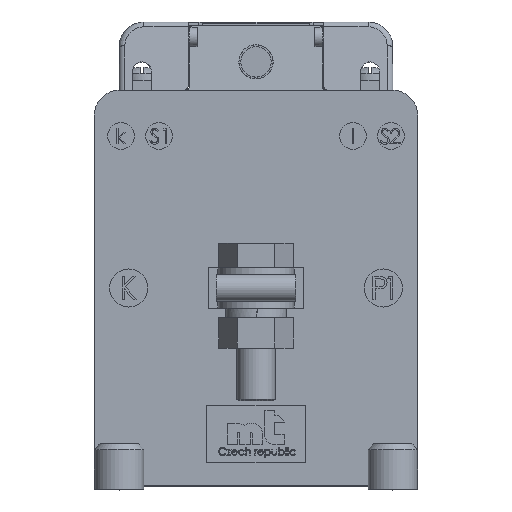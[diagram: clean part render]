
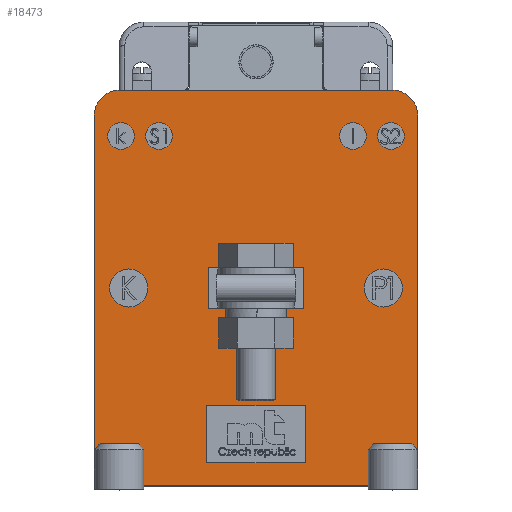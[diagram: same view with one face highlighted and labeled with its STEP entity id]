
A CAD part, top view. The second image highlights one B-rep face of the part: STEP entity #18473.
In plain terms, the highlighted face is planar.
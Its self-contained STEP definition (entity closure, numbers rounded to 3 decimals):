
#1180=FACE_BOUND('',#2811,.T.);
#1181=FACE_BOUND('',#2812,.T.);
#1182=FACE_BOUND('',#2813,.T.);
#1183=FACE_BOUND('',#2814,.T.);
#1184=FACE_BOUND('',#2815,.T.);
#1185=FACE_BOUND('',#2816,.T.);
#1186=FACE_BOUND('',#2817,.T.);
#1187=FACE_BOUND('',#2818,.T.);
#1188=FACE_BOUND('',#2819,.T.);
#1189=FACE_BOUND('',#2820,.T.);
#1327=CIRCLE('',#19797,6.5);
#1328=CIRCLE('',#19798,6.5);
#1329=CIRCLE('',#19799,6.5);
#1330=CIRCLE('',#19800,6.5);
#1331=CIRCLE('',#19801,5.);
#1332=CIRCLE('',#19802,3.5);
#1333=CIRCLE('',#19803,3.5);
#1334=CIRCLE('',#19804,3.5);
#1335=CIRCLE('',#19805,5.);
#1336=CIRCLE('',#19806,3.5);
#1337=CIRCLE('',#19807,4.5);
#1338=CIRCLE('',#19808,4.5);
#1737=FACE_OUTER_BOUND('',#2810,.T.);
#2810=EDGE_LOOP('',(#12631,#12632,#12633,#12634,#12635,#12636,#12637,#12638));
#2811=EDGE_LOOP('',(#12639,#12640,#12641,#12642));
#2812=EDGE_LOOP('',(#12643));
#2813=EDGE_LOOP('',(#12644));
#2814=EDGE_LOOP('',(#12645));
#2815=EDGE_LOOP('',(#12646));
#2816=EDGE_LOOP('',(#12647));
#2817=EDGE_LOOP('',(#12648,#12649,#12650,#12651));
#2818=EDGE_LOOP('',(#12652));
#2819=EDGE_LOOP('',(#12653));
#2820=EDGE_LOOP('',(#12654));
#4090=LINE('',#26398,#5967);
#4114=LINE('',#26524,#5991);
#4115=LINE('',#26528,#5992);
#4116=LINE('',#26532,#5993);
#4117=LINE('',#26536,#5994);
#4118=LINE('',#26540,#5995);
#4119=LINE('',#26542,#5996);
#4120=LINE('',#26544,#5997);
#4121=LINE('',#26545,#5998);
#4122=LINE('',#26557,#5999);
#4123=LINE('',#26559,#6000);
#4124=LINE('',#26560,#6001);
#5967=VECTOR('',#21084,15.);
#5991=VECTOR('',#21126,91.);
#5992=VECTOR('',#21129,72.);
#5993=VECTOR('',#21132,91.);
#5994=VECTOR('',#21135,72.);
#5995=VECTOR('',#21138,25.);
#5996=VECTOR('',#21139,11.);
#5997=VECTOR('',#21140,25.);
#5998=VECTOR('',#21141,11.);
#5999=VECTOR('',#21152,26.);
#6000=VECTOR('',#21153,15.);
#6001=VECTOR('',#21154,26.);
#7901=VERTEX_POINT('',#26396);
#7902=VERTEX_POINT('',#26397);
#7934=VERTEX_POINT('',#26522);
#7935=VERTEX_POINT('',#26523);
#7936=VERTEX_POINT('',#26525);
#7937=VERTEX_POINT('',#26527);
#7938=VERTEX_POINT('',#26529);
#7939=VERTEX_POINT('',#26531);
#7940=VERTEX_POINT('',#26533);
#7941=VERTEX_POINT('',#26535);
#7942=VERTEX_POINT('',#26538);
#7943=VERTEX_POINT('',#26539);
#7944=VERTEX_POINT('',#26541);
#7945=VERTEX_POINT('',#26543);
#7946=VERTEX_POINT('',#26546);
#7947=VERTEX_POINT('',#26548);
#7948=VERTEX_POINT('',#26550);
#7949=VERTEX_POINT('',#26552);
#7950=VERTEX_POINT('',#26554);
#7951=VERTEX_POINT('',#26556);
#7952=VERTEX_POINT('',#26558);
#7953=VERTEX_POINT('',#26561);
#7954=VERTEX_POINT('',#26563);
#7955=VERTEX_POINT('',#26565);
#9758=EDGE_CURVE('',#7901,#7902,#4090,.T.);
#9792=EDGE_CURVE('',#7934,#7935,#4114,.T.);
#9793=EDGE_CURVE('',#7934,#7936,#1327,.T.);
#9794=EDGE_CURVE('',#7937,#7936,#4115,.T.);
#9795=EDGE_CURVE('',#7937,#7938,#1328,.T.);
#9796=EDGE_CURVE('',#7938,#7939,#4116,.T.);
#9797=EDGE_CURVE('',#7939,#7940,#1329,.T.);
#9798=EDGE_CURVE('',#7941,#7940,#4117,.T.);
#9799=EDGE_CURVE('',#7941,#7935,#1330,.T.);
#9800=EDGE_CURVE('',#7942,#7943,#4118,.T.);
#9801=EDGE_CURVE('',#7944,#7942,#4119,.T.);
#9802=EDGE_CURVE('',#7945,#7944,#4120,.T.);
#9803=EDGE_CURVE('',#7943,#7945,#4121,.T.);
#9804=EDGE_CURVE('',#7946,#7946,#1331,.T.);
#9805=EDGE_CURVE('',#7947,#7947,#1332,.T.);
#9806=EDGE_CURVE('',#7948,#7948,#1333,.T.);
#9807=EDGE_CURVE('',#7949,#7949,#1334,.T.);
#9808=EDGE_CURVE('',#7950,#7950,#1335,.T.);
#9809=EDGE_CURVE('',#7951,#7901,#4122,.T.);
#9810=EDGE_CURVE('',#7952,#7951,#4123,.T.);
#9811=EDGE_CURVE('',#7902,#7952,#4124,.T.);
#9812=EDGE_CURVE('',#7953,#7953,#1336,.T.);
#9813=EDGE_CURVE('',#7954,#7954,#1337,.T.);
#9814=EDGE_CURVE('',#7955,#7955,#1338,.T.);
#12631=ORIENTED_EDGE('',*,*,#9792,.F.);
#12632=ORIENTED_EDGE('',*,*,#9793,.T.);
#12633=ORIENTED_EDGE('',*,*,#9794,.F.);
#12634=ORIENTED_EDGE('',*,*,#9795,.T.);
#12635=ORIENTED_EDGE('',*,*,#9796,.T.);
#12636=ORIENTED_EDGE('',*,*,#9797,.T.);
#12637=ORIENTED_EDGE('',*,*,#9798,.F.);
#12638=ORIENTED_EDGE('',*,*,#9799,.T.);
#12639=ORIENTED_EDGE('',*,*,#9800,.F.);
#12640=ORIENTED_EDGE('',*,*,#9801,.F.);
#12641=ORIENTED_EDGE('',*,*,#9802,.F.);
#12642=ORIENTED_EDGE('',*,*,#9803,.F.);
#12643=ORIENTED_EDGE('',*,*,#9804,.F.);
#12644=ORIENTED_EDGE('',*,*,#9805,.F.);
#12645=ORIENTED_EDGE('',*,*,#9806,.F.);
#12646=ORIENTED_EDGE('',*,*,#9807,.F.);
#12647=ORIENTED_EDGE('',*,*,#9808,.F.);
#12648=ORIENTED_EDGE('',*,*,#9758,.F.);
#12649=ORIENTED_EDGE('',*,*,#9809,.F.);
#12650=ORIENTED_EDGE('',*,*,#9810,.F.);
#12651=ORIENTED_EDGE('',*,*,#9811,.F.);
#12652=ORIENTED_EDGE('',*,*,#9812,.F.);
#12653=ORIENTED_EDGE('',*,*,#9813,.F.);
#12654=ORIENTED_EDGE('',*,*,#9814,.F.);
#17844=PLANE('',#19796);
#18473=ADVANCED_FACE('',(#1737,#1180,#1181,#1182,#1183,#1184,#1185,#1186,
#1187,#1188,#1189),#17844,.T.);
#19796=AXIS2_PLACEMENT_3D('',#26521,#21124,#21125);
#19797=AXIS2_PLACEMENT_3D('',#26526,#21127,#21128);
#19798=AXIS2_PLACEMENT_3D('',#26530,#21130,#21131);
#19799=AXIS2_PLACEMENT_3D('',#26534,#21133,#21134);
#19800=AXIS2_PLACEMENT_3D('',#26537,#21136,#21137);
#19801=AXIS2_PLACEMENT_3D('',#26547,#21142,#21143);
#19802=AXIS2_PLACEMENT_3D('',#26549,#21144,#21145);
#19803=AXIS2_PLACEMENT_3D('',#26551,#21146,#21147);
#19804=AXIS2_PLACEMENT_3D('',#26553,#21148,#21149);
#19805=AXIS2_PLACEMENT_3D('',#26555,#21150,#21151);
#19806=AXIS2_PLACEMENT_3D('',#26562,#21155,#21156);
#19807=AXIS2_PLACEMENT_3D('',#26564,#21157,#21158);
#19808=AXIS2_PLACEMENT_3D('',#26566,#21159,#21160);
#21084=DIRECTION('',(0.,-1.,0.));
#21124=DIRECTION('center_axis',(0.,0.,-1.));
#21125=DIRECTION('ref_axis',(-1.,0.,0.));
#21126=DIRECTION('',(0.,1.,0.));
#21127=DIRECTION('center_axis',(0.,0.,-1.));
#21128=DIRECTION('ref_axis',(-1.,0.,0.));
#21129=DIRECTION('',(1.,0.,0.));
#21130=DIRECTION('center_axis',(0.,0.,-1.));
#21131=DIRECTION('ref_axis',(-1.,0.,0.));
#21132=DIRECTION('',(0.,1.,0.));
#21133=DIRECTION('center_axis',(0.,0.,-1.));
#21134=DIRECTION('ref_axis',(-1.,0.,0.));
#21135=DIRECTION('',(-1.,0.,0.));
#21136=DIRECTION('center_axis',(0.,0.,-1.));
#21137=DIRECTION('ref_axis',(-1.,0.,0.));
#21138=DIRECTION('',(1.,0.,0.));
#21139=DIRECTION('',(0.,1.,0.));
#21140=DIRECTION('',(-1.,0.,0.));
#21141=DIRECTION('',(0.,-1.,0.));
#21142=DIRECTION('center_axis',(0.,0.,-1.));
#21143=DIRECTION('ref_axis',(-1.,0.,0.));
#21144=DIRECTION('center_axis',(0.,0.,-1.));
#21145=DIRECTION('ref_axis',(-1.,0.,0.));
#21146=DIRECTION('center_axis',(0.,0.,-1.));
#21147=DIRECTION('ref_axis',(-1.,0.,0.));
#21148=DIRECTION('center_axis',(0.,0.,-1.));
#21149=DIRECTION('ref_axis',(-1.,0.,0.));
#21150=DIRECTION('center_axis',(0.,0.,-1.));
#21151=DIRECTION('ref_axis',(-1.,0.,0.));
#21152=DIRECTION('',(1.,0.,0.));
#21153=DIRECTION('',(0.,1.,0.));
#21154=DIRECTION('',(-1.,0.,0.));
#21155=DIRECTION('center_axis',(0.,0.,-1.));
#21156=DIRECTION('ref_axis',(-1.,0.,0.));
#21157=DIRECTION('center_axis',(0.,0.,-1.));
#21158=DIRECTION('ref_axis',(-1.,0.,0.));
#21159=DIRECTION('center_axis',(0.,0.,-1.));
#21160=DIRECTION('ref_axis',(-1.,0.,0.));
#26396=CARTESIAN_POINT('',(13.,21.,0.));
#26397=CARTESIAN_POINT('',(13.,6.,0.));
#26398=CARTESIAN_POINT('',(13.,21.,0.));
#26521=CARTESIAN_POINT('Origin',(0.,0.,0.));
#26522=CARTESIAN_POINT('',(42.5,6.5,0.));
#26523=CARTESIAN_POINT('',(42.5,97.5,0.));
#26524=CARTESIAN_POINT('',(42.5,6.5,0.));
#26525=CARTESIAN_POINT('',(36.,0.,0.));
#26526=CARTESIAN_POINT('Origin',(36.,6.5,0.));
#26527=CARTESIAN_POINT('',(-36.,0.,0.));
#26528=CARTESIAN_POINT('',(-36.,0.,0.));
#26529=CARTESIAN_POINT('',(-42.5,6.5,0.));
#26530=CARTESIAN_POINT('Origin',(-36.,6.5,0.));
#26531=CARTESIAN_POINT('',(-42.5,97.5,0.));
#26532=CARTESIAN_POINT('',(-42.5,6.5,0.));
#26533=CARTESIAN_POINT('',(-36.,104.,0.));
#26534=CARTESIAN_POINT('Origin',(-36.,97.5,0.));
#26535=CARTESIAN_POINT('',(36.,104.,0.));
#26536=CARTESIAN_POINT('',(36.,104.,0.));
#26537=CARTESIAN_POINT('Origin',(36.,97.5,0.));
#26538=CARTESIAN_POINT('',(-12.5,57.5,0.));
#26539=CARTESIAN_POINT('',(12.5,57.5,0.));
#26540=CARTESIAN_POINT('',(-12.5,57.5,0.));
#26541=CARTESIAN_POINT('',(-12.5,46.5,0.));
#26542=CARTESIAN_POINT('',(-12.5,46.5,0.));
#26543=CARTESIAN_POINT('',(12.5,46.5,0.));
#26544=CARTESIAN_POINT('',(12.5,46.5,0.));
#26545=CARTESIAN_POINT('',(12.5,57.5,0.));
#26546=CARTESIAN_POINT('',(38.5,52.,0.));
#26547=CARTESIAN_POINT('Origin',(33.5,52.,0.));
#26548=CARTESIAN_POINT('',(-22.,92.,0.));
#26549=CARTESIAN_POINT('Origin',(-25.5,92.,0.));
#26550=CARTESIAN_POINT('',(-32.,92.,0.));
#26551=CARTESIAN_POINT('Origin',(-35.5,92.,0.));
#26552=CARTESIAN_POINT('',(29.,92.,0.));
#26553=CARTESIAN_POINT('Origin',(25.5,92.,0.));
#26554=CARTESIAN_POINT('',(-28.5,52.,0.));
#26555=CARTESIAN_POINT('Origin',(-33.5,52.,0.));
#26556=CARTESIAN_POINT('',(-13.,21.,0.));
#26557=CARTESIAN_POINT('',(-13.,21.,0.));
#26558=CARTESIAN_POINT('',(-13.,6.,0.));
#26559=CARTESIAN_POINT('',(-13.,6.,0.));
#26560=CARTESIAN_POINT('',(13.,6.,0.));
#26561=CARTESIAN_POINT('',(39.,92.,0.));
#26562=CARTESIAN_POINT('Origin',(35.5,92.,0.));
#26563=CARTESIAN_POINT('',(-31.5,6.5,0.));
#26564=CARTESIAN_POINT('Origin',(-36.,6.5,0.));
#26565=CARTESIAN_POINT('',(40.5,6.5,0.));
#26566=CARTESIAN_POINT('Origin',(36.,6.5,0.));
